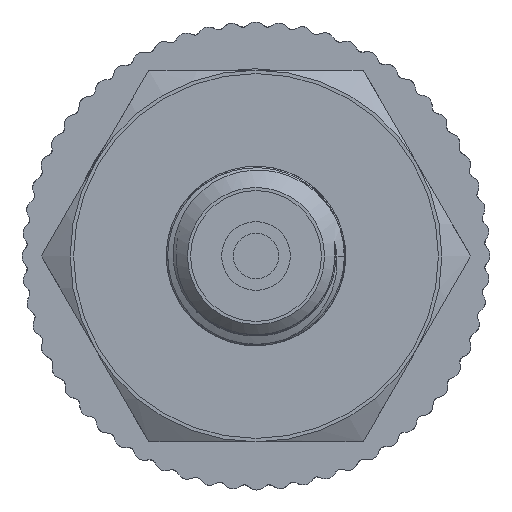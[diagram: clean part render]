
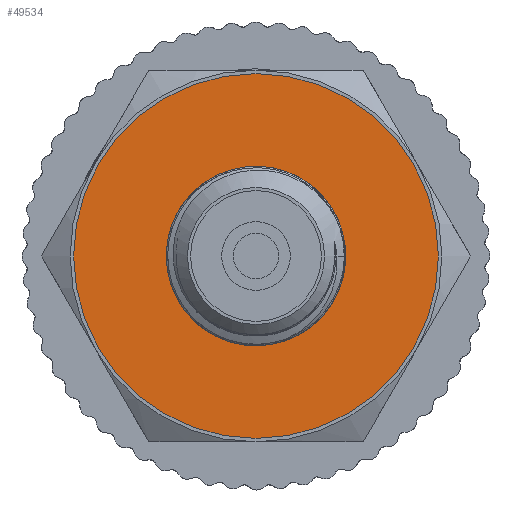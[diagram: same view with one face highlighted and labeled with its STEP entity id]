
A CAD part, left-side view. The second image highlights one B-rep face of the part: STEP entity #49534.
In plain terms, the highlighted planar face has unit normal (-1, 0, 0).
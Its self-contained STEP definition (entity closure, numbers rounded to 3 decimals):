
#1472=PLANE('',#52104);
#2950=FACE_BOUND('',#6044,.T.);
#3338=FACE_OUTER_BOUND('',#6043,.T.);
#6043=EDGE_LOOP('',(#34488));
#6044=EDGE_LOOP('',(#34489));
#8466=CIRCLE('',#52078,13.25);
#8468=CIRCLE('',#52082,6.5);
#20168=VERTEX_POINT('',#77804);
#20171=VERTEX_POINT('',#78201);
#25701=EDGE_CURVE('',#20168,#20168,#8466,.T.);
#25707=EDGE_CURVE('',#20171,#20171,#8468,.T.);
#34488=ORIENTED_EDGE('',*,*,#25701,.T.);
#34489=ORIENTED_EDGE('',*,*,#25707,.T.);
#49534=ADVANCED_FACE('',(#3338,#2950),#1472,.T.);
#52078=AXIS2_PLACEMENT_3D('',#77805,#56473,#56474);
#52082=AXIS2_PLACEMENT_3D('',#78202,#56482,#56483);
#52104=AXIS2_PLACEMENT_3D('',#79865,#56531,#56532);
#56473=DIRECTION('center_axis',(-1.,0.,0.));
#56474=DIRECTION('ref_axis',(0.,1.,0.));
#56482=DIRECTION('center_axis',(1.,0.,0.));
#56483=DIRECTION('ref_axis',(0.,0.,-1.));
#56531=DIRECTION('center_axis',(-1.,0.,0.));
#56532=DIRECTION('ref_axis',(0.,0.,1.));
#77804=CARTESIAN_POINT('',(-47.,-13.25,0.));
#77805=CARTESIAN_POINT('Origin',(-47.,0.,0.));
#78201=CARTESIAN_POINT('',(-47.,0.,6.5));
#78202=CARTESIAN_POINT('Origin',(-47.,0.,0.));
#79865=CARTESIAN_POINT('Origin',(-47.,13.5,0.));
